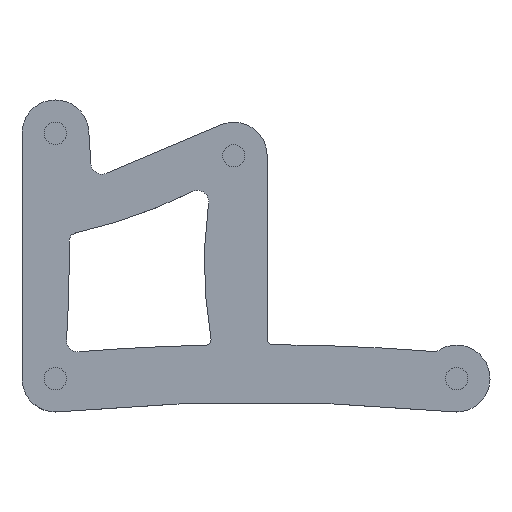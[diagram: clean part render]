
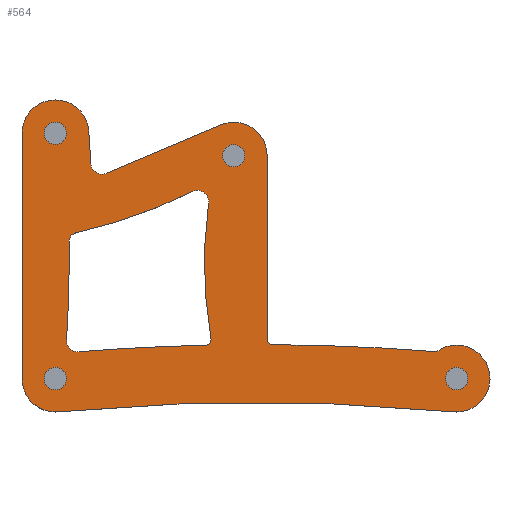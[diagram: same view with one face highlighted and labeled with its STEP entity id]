
A CAD part, top view. The second image highlights one B-rep face of the part: STEP entity #564.
In plain terms, the highlighted planar face has unit normal (0, 0, 1).
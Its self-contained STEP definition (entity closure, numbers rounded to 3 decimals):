
#31=FACE_BOUND('',#190,.T.);
#32=FACE_BOUND('',#191,.T.);
#33=FACE_BOUND('',#192,.T.);
#34=FACE_BOUND('',#193,.T.);
#35=FACE_BOUND('',#194,.T.);
#65=LINE('',#998,#96);
#71=LINE('',#1022,#102);
#75=LINE('',#1034,#106);
#96=VECTOR('',#817,10.);
#102=VECTOR('',#843,10.);
#106=VECTOR('',#855,10.);
#160=FACE_OUTER_BOUND('',#189,.T.);
#189=EDGE_LOOP('',(#482,#483,#484,#485,#486,#487,#488,#489,#490,#491,#492,
#493));
#190=EDGE_LOOP('',(#494,#495,#496,#497,#498,#499,#500,#501));
#191=EDGE_LOOP('',(#502));
#192=EDGE_LOOP('',(#503));
#193=EDGE_LOOP('',(#504));
#194=EDGE_LOOP('',(#505));
#205=CIRCLE('',#629,5.);
#207=CIRCLE('',#632,5.);
#209=CIRCLE('',#635,5.);
#211=CIRCLE('',#638,5.);
#214=CIRCLE('',#642,5.);
#216=CIRCLE('',#645,1018.084);
#218=CIRCLE('',#648,2.5);
#220=CIRCLE('',#651,192.402);
#222=CIRCLE('',#654,5.);
#224=CIRCLE('',#657,231.912);
#226=CIRCLE('',#660,3.75);
#228=CIRCLE('',#663,690.428);
#230=CIRCLE('',#666,15.);
#232=CIRCLE('',#670,15.);
#234=CIRCLE('',#673,701.215);
#236=CIRCLE('',#676,5.);
#238=CIRCLE('',#680,15.);
#240=CIRCLE('',#684,2.5);
#242=CIRCLE('',#687,1018.084);
#244=CIRCLE('',#690,15.);
#246=CIRCLE('',#693,923.972);
#251=VERTEX_POINT('',#914);
#253=VERTEX_POINT('',#920);
#255=VERTEX_POINT('',#926);
#257=VERTEX_POINT('',#932);
#261=VERTEX_POINT('',#941);
#262=VERTEX_POINT('',#943);
#264=VERTEX_POINT('',#949);
#266=VERTEX_POINT('',#955);
#268=VERTEX_POINT('',#961);
#270=VERTEX_POINT('',#967);
#272=VERTEX_POINT('',#973);
#274=VERTEX_POINT('',#979);
#277=VERTEX_POINT('',#989);
#278=VERTEX_POINT('',#991);
#280=VERTEX_POINT('',#997);
#282=VERTEX_POINT('',#1003);
#284=VERTEX_POINT('',#1009);
#286=VERTEX_POINT('',#1015);
#288=VERTEX_POINT('',#1021);
#290=VERTEX_POINT('',#1027);
#292=VERTEX_POINT('',#1033);
#294=VERTEX_POINT('',#1039);
#296=VERTEX_POINT('',#1045);
#298=VERTEX_POINT('',#1051);
#304=EDGE_CURVE('',#251,#251,#205,.T.);
#307=EDGE_CURVE('',#253,#253,#207,.T.);
#310=EDGE_CURVE('',#255,#255,#209,.T.);
#313=EDGE_CURVE('',#257,#257,#211,.T.);
#318=EDGE_CURVE('',#262,#261,#214,.T.);
#321=EDGE_CURVE('',#264,#262,#216,.T.);
#324=EDGE_CURVE('',#266,#264,#218,.T.);
#327=EDGE_CURVE('',#268,#266,#220,.T.);
#330=EDGE_CURVE('',#270,#268,#222,.T.);
#333=EDGE_CURVE('',#272,#270,#224,.T.);
#336=EDGE_CURVE('',#274,#272,#226,.T.);
#339=EDGE_CURVE('',#261,#274,#228,.T.);
#342=EDGE_CURVE('',#278,#277,#230,.T.);
#345=EDGE_CURVE('',#280,#278,#65,.T.);
#348=EDGE_CURVE('',#282,#280,#232,.T.);
#351=EDGE_CURVE('',#284,#282,#234,.T.);
#354=EDGE_CURVE('',#286,#284,#236,.T.);
#357=EDGE_CURVE('',#288,#286,#71,.T.);
#360=EDGE_CURVE('',#290,#288,#238,.T.);
#363=EDGE_CURVE('',#292,#290,#75,.T.);
#366=EDGE_CURVE('',#294,#292,#240,.T.);
#369=EDGE_CURVE('',#296,#294,#242,.T.);
#372=EDGE_CURVE('',#298,#296,#244,.T.);
#375=EDGE_CURVE('',#277,#298,#246,.T.);
#482=ORIENTED_EDGE('',*,*,#375,.T.);
#483=ORIENTED_EDGE('',*,*,#372,.T.);
#484=ORIENTED_EDGE('',*,*,#369,.T.);
#485=ORIENTED_EDGE('',*,*,#366,.T.);
#486=ORIENTED_EDGE('',*,*,#363,.T.);
#487=ORIENTED_EDGE('',*,*,#360,.T.);
#488=ORIENTED_EDGE('',*,*,#357,.T.);
#489=ORIENTED_EDGE('',*,*,#354,.T.);
#490=ORIENTED_EDGE('',*,*,#351,.T.);
#491=ORIENTED_EDGE('',*,*,#348,.T.);
#492=ORIENTED_EDGE('',*,*,#345,.T.);
#493=ORIENTED_EDGE('',*,*,#342,.T.);
#494=ORIENTED_EDGE('',*,*,#339,.T.);
#495=ORIENTED_EDGE('',*,*,#336,.T.);
#496=ORIENTED_EDGE('',*,*,#333,.T.);
#497=ORIENTED_EDGE('',*,*,#330,.T.);
#498=ORIENTED_EDGE('',*,*,#327,.T.);
#499=ORIENTED_EDGE('',*,*,#324,.T.);
#500=ORIENTED_EDGE('',*,*,#321,.T.);
#501=ORIENTED_EDGE('',*,*,#318,.T.);
#502=ORIENTED_EDGE('',*,*,#313,.T.);
#503=ORIENTED_EDGE('',*,*,#310,.T.);
#504=ORIENTED_EDGE('',*,*,#307,.T.);
#505=ORIENTED_EDGE('',*,*,#304,.T.);
#535=PLANE('',#694);
#564=ADVANCED_FACE('',(#160,#31,#32,#33,#34,#35),#535,.T.);
#629=AXIS2_PLACEMENT_3D('',#915,#724,#725);
#632=AXIS2_PLACEMENT_3D('',#921,#731,#732);
#635=AXIS2_PLACEMENT_3D('',#927,#738,#739);
#638=AXIS2_PLACEMENT_3D('',#933,#745,#746);
#642=AXIS2_PLACEMENT_3D('',#944,#755,#756);
#645=AXIS2_PLACEMENT_3D('',#950,#762,#763);
#648=AXIS2_PLACEMENT_3D('',#956,#769,#770);
#651=AXIS2_PLACEMENT_3D('',#962,#776,#777);
#654=AXIS2_PLACEMENT_3D('',#968,#783,#784);
#657=AXIS2_PLACEMENT_3D('',#974,#790,#791);
#660=AXIS2_PLACEMENT_3D('',#980,#797,#798);
#663=AXIS2_PLACEMENT_3D('',#984,#804,#805);
#666=AXIS2_PLACEMENT_3D('',#992,#811,#812);
#670=AXIS2_PLACEMENT_3D('',#1004,#823,#824);
#673=AXIS2_PLACEMENT_3D('',#1010,#830,#831);
#676=AXIS2_PLACEMENT_3D('',#1016,#837,#838);
#680=AXIS2_PLACEMENT_3D('',#1028,#849,#850);
#684=AXIS2_PLACEMENT_3D('',#1040,#861,#862);
#687=AXIS2_PLACEMENT_3D('',#1046,#868,#869);
#690=AXIS2_PLACEMENT_3D('',#1052,#875,#876);
#693=AXIS2_PLACEMENT_3D('',#1056,#882,#883);
#694=AXIS2_PLACEMENT_3D('',#1057,#884,#885);
#724=DIRECTION('center_axis',(0.,0.,-1.));
#725=DIRECTION('ref_axis',(-1.,0.,0.));
#731=DIRECTION('center_axis',(0.,0.,-1.));
#732=DIRECTION('ref_axis',(-1.,0.,0.));
#738=DIRECTION('center_axis',(0.,0.,-1.));
#739=DIRECTION('ref_axis',(-1.,0.,0.));
#745=DIRECTION('center_axis',(0.,0.,-1.));
#746=DIRECTION('ref_axis',(-1.,0.,0.));
#755=DIRECTION('center_axis',(0.,0.,-1.));
#756=DIRECTION('ref_axis',(0.998,-0.058,0.));
#762=DIRECTION('center_axis',(0.,0.,1.));
#763=DIRECTION('ref_axis',(-0.023,1.,0.));
#769=DIRECTION('center_axis',(0.,0.,-1.));
#770=DIRECTION('ref_axis',(-0.023,1.,0.));
#776=DIRECTION('center_axis',(0.,0.,1.));
#777=DIRECTION('ref_axis',(-0.99,0.141,0.));
#783=DIRECTION('center_axis',(0.,0.,-1.));
#784=DIRECTION('ref_axis',(-0.99,0.141,0.));
#790=DIRECTION('center_axis',(0.,0.,1.));
#791=DIRECTION('ref_axis',(0.219,-0.976,0.));
#797=DIRECTION('center_axis',(0.,0.,-1.));
#798=DIRECTION('ref_axis',(0.219,-0.976,0.));
#804=DIRECTION('center_axis',(0.,0.,1.));
#805=DIRECTION('ref_axis',(0.998,-0.058,0.));
#811=DIRECTION('center_axis',(0.,0.,1.));
#812=DIRECTION('ref_axis',(-1.,0.,0.));
#817=DIRECTION('',(0.,-1.,0.));
#823=DIRECTION('center_axis',(0.,0.,1.));
#824=DIRECTION('ref_axis',(1.,0.,0.));
#830=DIRECTION('center_axis',(0.,0.,1.));
#831=DIRECTION('ref_axis',(0.998,0.055,0.));
#837=DIRECTION('center_axis',(0.,0.,-1.));
#838=DIRECTION('ref_axis',(0.998,0.055,0.));
#843=DIRECTION('',(-0.921,-0.39,0.));
#849=DIRECTION('center_axis',(0.,0.,1.));
#850=DIRECTION('ref_axis',(0.651,-0.759,0.));
#855=DIRECTION('',(0.,1.,0.));
#861=DIRECTION('center_axis',(0.,0.,-1.));
#862=DIRECTION('ref_axis',(1.,0.,0.));
#868=DIRECTION('center_axis',(0.,0.,1.));
#869=DIRECTION('ref_axis',(0.079,0.997,0.));
#875=DIRECTION('center_axis',(0.,0.,1.));
#876=DIRECTION('ref_axis',(-0.191,-0.982,0.));
#882=DIRECTION('center_axis',(0.,0.,-1.));
#883=DIRECTION('ref_axis',(-0.097,-0.995,0.));
#884=DIRECTION('center_axis',(0.,0.,1.));
#885=DIRECTION('ref_axis',(1.,0.,0.));
#914=CARTESIAN_POINT('',(-85.,55.,9.4));
#915=CARTESIAN_POINT('Origin',(-90.,55.,9.4));
#920=CARTESIAN_POINT('',(-85.,-55.,9.4));
#921=CARTESIAN_POINT('Origin',(-90.,-55.,9.4));
#926=CARTESIAN_POINT('',(95.,-55.,9.4));
#927=CARTESIAN_POINT('Origin',(90.,-55.,9.4));
#932=CARTESIAN_POINT('',(-5.,45.,9.4));
#933=CARTESIAN_POINT('Origin',(-10.,45.,9.4));
#941=CARTESIAN_POINT('',(-84.995,-37.676,9.4));
#943=CARTESIAN_POINT('',(-79.321,-42.921,9.4));
#944=CARTESIAN_POINT('Origin',(-80.003,-37.968,9.4));
#949=CARTESIAN_POINT('',(-22.63,-40.036,9.4));
#950=CARTESIAN_POINT('Origin',(0.749,-1057.852,9.4));
#955=CARTESIAN_POINT('',(-20.226,-37.097,9.4));
#956=CARTESIAN_POINT('Origin',(-22.687,-37.536,9.4));
#961=CARTESIAN_POINT('',(-21.304,23.751,9.4));
#962=CARTESIAN_POINT('Origin',(169.185,-3.308,9.4));
#967=CARTESIAN_POINT('',(-28.479,28.932,9.4));
#968=CARTESIAN_POINT('Origin',(-26.254,24.454,9.4));
#973=CARTESIAN_POINT('',(-80.905,10.328,9.4));
#974=CARTESIAN_POINT('Origin',(-131.69,236.611,9.4));
#979=CARTESIAN_POINT('',(-83.834,6.647,9.4));
#980=CARTESIAN_POINT('Origin',(-80.084,6.669,9.4));
#984=CARTESIAN_POINT('Origin',(-774.25,2.547,9.4));
#989=CARTESIAN_POINT('',(-90.,-70.,9.4));
#991=CARTESIAN_POINT('',(-105.,-55.,9.4));
#992=CARTESIAN_POINT('Origin',(-90.,-55.,9.4));
#997=CARTESIAN_POINT('',(-105.,55.,9.4));
#998=CARTESIAN_POINT('',(-105.,55.,9.4));
#1003=CARTESIAN_POINT('',(-75.,55.,9.4));
#1004=CARTESIAN_POINT('Origin',(-90.,55.,9.4));
#1009=CARTESIAN_POINT('',(-74.114,41.421,9.4));
#1010=CARTESIAN_POINT('Origin',(-774.25,2.547,9.4));
#1015=CARTESIAN_POINT('',(-67.173,37.094,9.4));
#1016=CARTESIAN_POINT('Origin',(-69.122,41.699,9.4));
#1021=CARTESIAN_POINT('',(-15.846,58.814,9.4));
#1022=CARTESIAN_POINT('',(-15.846,58.814,9.4));
#1027=CARTESIAN_POINT('',(5.,45.,9.4));
#1028=CARTESIAN_POINT('Origin',(-10.,45.,9.4));
#1033=CARTESIAN_POINT('',(5.,-37.29,9.4));
#1034=CARTESIAN_POINT('',(5.,-37.29,9.4));
#1039=CARTESIAN_POINT('',(7.483,-39.789,9.4));
#1040=CARTESIAN_POINT('Origin',(7.5,-37.29,9.4));
#1045=CARTESIAN_POINT('',(81.079,-42.941,9.4));
#1046=CARTESIAN_POINT('Origin',(0.749,-1057.852,9.4));
#1051=CARTESIAN_POINT('',(90.,-70.,9.4));
#1052=CARTESIAN_POINT('Origin',(90.,-55.,9.4));
#1056=CARTESIAN_POINT('Origin',(0.,-989.578,9.4));
#1057=CARTESIAN_POINT('Origin',(0.,0.,9.4));
